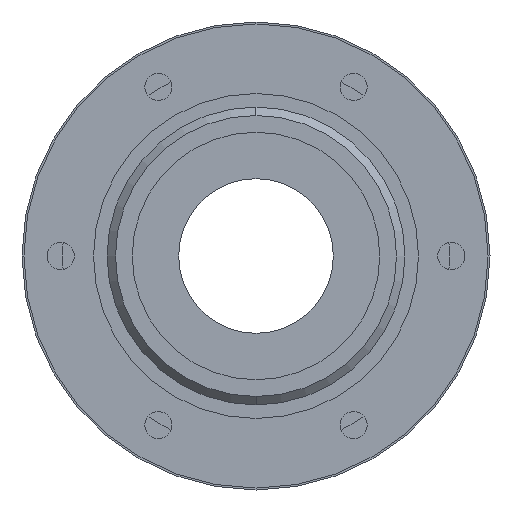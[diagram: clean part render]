
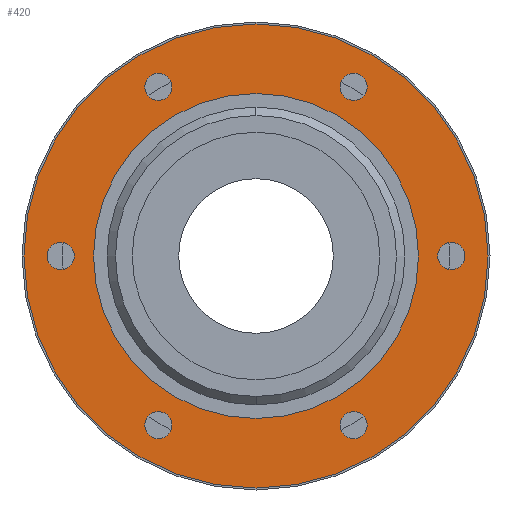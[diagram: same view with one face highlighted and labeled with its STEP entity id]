
A CAD part, left-side view. The second image highlights one B-rep face of the part: STEP entity #420.
In plain terms, the highlighted planar face has unit normal (-1, 0, 0).
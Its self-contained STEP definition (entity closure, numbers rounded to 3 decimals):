
#420=ADVANCED_FACE('',(#859,#860,#861,#862,#863,#864,#865,#866),#867,.T.);
#859=FACE_BOUND('',#1337,.T.);
#860=FACE_BOUND('',#1338,.T.);
#861=FACE_BOUND('',#1339,.T.);
#862=FACE_BOUND('',#1340,.T.);
#863=FACE_BOUND('',#1341,.T.);
#864=FACE_BOUND('',#1342,.T.);
#865=FACE_OUTER_BOUND('',#1343,.T.);
#866=FACE_BOUND('',#1344,.T.);
#867=PLANE('',#1345);
#1337=EDGE_LOOP('',(#2496,#2497));
#1338=EDGE_LOOP('',(#2498,#2499));
#1339=EDGE_LOOP('',(#2500,#2501));
#1340=EDGE_LOOP('',(#2502,#2503));
#1341=EDGE_LOOP('',(#2504,#2505));
#1342=EDGE_LOOP('',(#2506,#2507));
#1343=EDGE_LOOP('',(#2508,#2509));
#1344=EDGE_LOOP('',(#2510,#2511));
#1345=AXIS2_PLACEMENT_3D('',#2512,#2513,#2514);
#2496=ORIENTED_EDGE('',*,*,#2788,.T.);
#2497=ORIENTED_EDGE('',*,*,#3096,.T.);
#2498=ORIENTED_EDGE('',*,*,#2781,.T.);
#2499=ORIENTED_EDGE('',*,*,#3102,.T.);
#2500=ORIENTED_EDGE('',*,*,#2775,.T.);
#2501=ORIENTED_EDGE('',*,*,#3107,.T.);
#2502=ORIENTED_EDGE('',*,*,#2769,.T.);
#2503=ORIENTED_EDGE('',*,*,#3110,.T.);
#2504=ORIENTED_EDGE('',*,*,#2764,.T.);
#2505=ORIENTED_EDGE('',*,*,#3126,.T.);
#2506=ORIENTED_EDGE('',*,*,#2758,.T.);
#2507=ORIENTED_EDGE('',*,*,#3131,.T.);
#2508=ORIENTED_EDGE('',*,*,#2731,.F.);
#2509=ORIENTED_EDGE('',*,*,#3146,.F.);
#2510=ORIENTED_EDGE('',*,*,#2738,.T.);
#2511=ORIENTED_EDGE('',*,*,#3144,.T.);
#2512=CARTESIAN_POINT('',(34.0,0.0,-102.0));
#2513=DIRECTION('',(-1.0,0.0,0.0));
#2514=DIRECTION('',(0.0,0.0,1.0));
#2731=EDGE_CURVE('',#3252,#3255,#3256,.T.);
#2738=EDGE_CURVE('',#3262,#3266,#3268,.T.);
#2758=EDGE_CURVE('',#3295,#3301,#3303,.T.);
#2764=EDGE_CURVE('',#3306,#3311,#3313,.T.);
#2769=EDGE_CURVE('',#3316,#3320,#3322,.T.);
#2775=EDGE_CURVE('',#3325,#3330,#3332,.T.);
#2781=EDGE_CURVE('',#3335,#3341,#3343,.T.);
#2788=EDGE_CURVE('',#3346,#3354,#3356,.T.);
#3096=EDGE_CURVE('',#3354,#3346,#3804,.T.);
#3102=EDGE_CURVE('',#3341,#3335,#3811,.T.);
#3107=EDGE_CURVE('',#3330,#3325,#3816,.T.);
#3110=EDGE_CURVE('',#3320,#3316,#3819,.T.);
#3126=EDGE_CURVE('',#3311,#3306,#3836,.T.);
#3131=EDGE_CURVE('',#3301,#3295,#3841,.T.);
#3144=EDGE_CURVE('',#3266,#3262,#3854,.T.);
#3146=EDGE_CURVE('',#3255,#3252,#3856,.T.);
#3252=VERTEX_POINT('',#3976);
#3255=VERTEX_POINT('',#3980);
#3256=CIRCLE('',#3981,120.0);
#3262=VERTEX_POINT('',#3988);
#3266=VERTEX_POINT('',#3993);
#3268=CIRCLE('',#3996,84.0);
#3295=VERTEX_POINT('',#4029);
#3301=VERTEX_POINT('',#4036);
#3303=CIRCLE('',#4039,7.0);
#3306=VERTEX_POINT('',#4042);
#3311=VERTEX_POINT('',#4048);
#3313=CIRCLE('',#4051,7.0);
#3316=VERTEX_POINT('',#4054);
#3320=VERTEX_POINT('',#4059);
#3322=CIRCLE('',#4062,7.0);
#3325=VERTEX_POINT('',#4065);
#3330=VERTEX_POINT('',#4071);
#3332=CIRCLE('',#4074,7.0);
#3335=VERTEX_POINT('',#4077);
#3341=VERTEX_POINT('',#4084);
#3343=CIRCLE('',#4087,7.0);
#3346=VERTEX_POINT('',#4090);
#3354=VERTEX_POINT('',#4099);
#3356=CIRCLE('',#4102,7.0);
#3804=CIRCLE('',#4686,7.0);
#3811=CIRCLE('',#4693,7.0);
#3816=CIRCLE('',#4698,7.0);
#3819=CIRCLE('',#4701,7.0);
#3836=CIRCLE('',#4718,7.0);
#3841=CIRCLE('',#4723,7.0);
#3854=CIRCLE('',#4736,84.0);
#3856=CIRCLE('',#4738,120.0);
#3976=CARTESIAN_POINT('',(34.0,0.0,-120.0));
#3980=CARTESIAN_POINT('',(34.0,0.,120.0));
#3981=AXIS2_PLACEMENT_3D('',#4846,#4847,#4848);
#3988=CARTESIAN_POINT('',(34.0,0.0,-84.0));
#3993=CARTESIAN_POINT('',(34.0,0.,84.0));
#3996=AXIS2_PLACEMENT_3D('',#4858,#4859,#4860);
#4029=CARTESIAN_POINT('',(34.0,-50.5,80.469));
#4036=CARTESIAN_POINT('',(34.0,-50.5,94.469));
#4039=AXIS2_PLACEMENT_3D('',#4890,#4891,#4892);
#4042=CARTESIAN_POINT('',(34.0,50.5,80.469));
#4048=CARTESIAN_POINT('',(34.0,50.5,94.469));
#4051=AXIS2_PLACEMENT_3D('',#4901,#4902,#4903);
#4054=CARTESIAN_POINT('',(34.0,101.0,-7.0));
#4059=CARTESIAN_POINT('',(34.0,101.0,7.0));
#4062=AXIS2_PLACEMENT_3D('',#4909,#4910,#4911);
#4065=CARTESIAN_POINT('',(34.0,50.5,-94.469));
#4071=CARTESIAN_POINT('',(34.0,50.5,-80.469));
#4074=AXIS2_PLACEMENT_3D('',#4920,#4921,#4922);
#4077=CARTESIAN_POINT('',(34.0,-50.5,-94.469));
#4084=CARTESIAN_POINT('',(34.0,-50.5,-80.469));
#4087=AXIS2_PLACEMENT_3D('',#4931,#4932,#4933);
#4090=CARTESIAN_POINT('',(34.0,-101.0,-7.0));
#4099=CARTESIAN_POINT('',(34.0,-101.0,7.0));
#4102=AXIS2_PLACEMENT_3D('',#4945,#4946,#4947);
#4686=AXIS2_PLACEMENT_3D('',#5327,#5328,#5329);
#4693=AXIS2_PLACEMENT_3D('',#5339,#5340,#5341);
#4698=AXIS2_PLACEMENT_3D('',#5348,#5349,#5350);
#4701=AXIS2_PLACEMENT_3D('',#5354,#5355,#5356);
#4718=AXIS2_PLACEMENT_3D('',#5390,#5391,#5392);
#4723=AXIS2_PLACEMENT_3D('',#5399,#5400,#5401);
#4736=AXIS2_PLACEMENT_3D('',#5420,#5421,#5422);
#4738=AXIS2_PLACEMENT_3D('',#5423,#5424,#5425);
#4846=CARTESIAN_POINT('',(34.0,0.0,0.0));
#4847=DIRECTION('',(1.0,0.0,0.0));
#4848=DIRECTION('',(0.0,0.0,-1.0));
#4858=CARTESIAN_POINT('',(34.0,0.0,0.0));
#4859=DIRECTION('',(1.0,0.0,0.0));
#4860=DIRECTION('',(0.0,0.0,-1.0));
#4890=CARTESIAN_POINT('',(34.0,-50.5,87.469));
#4891=DIRECTION('',(1.0,-0.0,0.0));
#4892=DIRECTION('',(0.0,0.0,-1.0));
#4901=CARTESIAN_POINT('',(34.0,50.5,87.469));
#4902=DIRECTION('',(1.0,-0.0,0.0));
#4903=DIRECTION('',(0.0,0.0,-1.0));
#4909=CARTESIAN_POINT('',(34.0,101.0,0.0));
#4910=DIRECTION('',(1.0,-0.0,0.0));
#4911=DIRECTION('',(0.0,0.0,-1.0));
#4920=CARTESIAN_POINT('',(34.0,50.5,-87.469));
#4921=DIRECTION('',(1.0,-0.0,0.0));
#4922=DIRECTION('',(0.0,0.0,-1.0));
#4931=CARTESIAN_POINT('',(34.0,-50.5,-87.469));
#4932=DIRECTION('',(1.0,-0.0,0.0));
#4933=DIRECTION('',(0.0,0.0,-1.0));
#4945=CARTESIAN_POINT('',(34.0,-101.0,0.0));
#4946=DIRECTION('',(1.0,-0.0,0.0));
#4947=DIRECTION('',(0.0,0.0,-1.0));
#5327=CARTESIAN_POINT('',(34.0,-101.0,0.0));
#5328=DIRECTION('',(1.0,-0.0,0.0));
#5329=DIRECTION('',(0.0,0.0,-1.0));
#5339=CARTESIAN_POINT('',(34.0,-50.5,-87.469));
#5340=DIRECTION('',(1.0,-0.0,0.0));
#5341=DIRECTION('',(0.0,0.0,-1.0));
#5348=CARTESIAN_POINT('',(34.0,50.5,-87.469));
#5349=DIRECTION('',(1.0,-0.0,0.0));
#5350=DIRECTION('',(0.0,0.0,-1.0));
#5354=CARTESIAN_POINT('',(34.0,101.0,0.0));
#5355=DIRECTION('',(1.0,-0.0,0.0));
#5356=DIRECTION('',(0.0,0.0,-1.0));
#5390=CARTESIAN_POINT('',(34.0,50.5,87.469));
#5391=DIRECTION('',(1.0,-0.0,0.0));
#5392=DIRECTION('',(0.0,0.0,-1.0));
#5399=CARTESIAN_POINT('',(34.0,-50.5,87.469));
#5400=DIRECTION('',(1.0,-0.0,0.0));
#5401=DIRECTION('',(0.0,0.0,-1.0));
#5420=CARTESIAN_POINT('',(34.0,0.0,0.0));
#5421=DIRECTION('',(1.0,0.0,0.0));
#5422=DIRECTION('',(0.0,0.0,-1.0));
#5423=CARTESIAN_POINT('',(34.0,0.0,0.0));
#5424=DIRECTION('',(1.0,0.0,0.0));
#5425=DIRECTION('',(0.0,0.0,-1.0));
